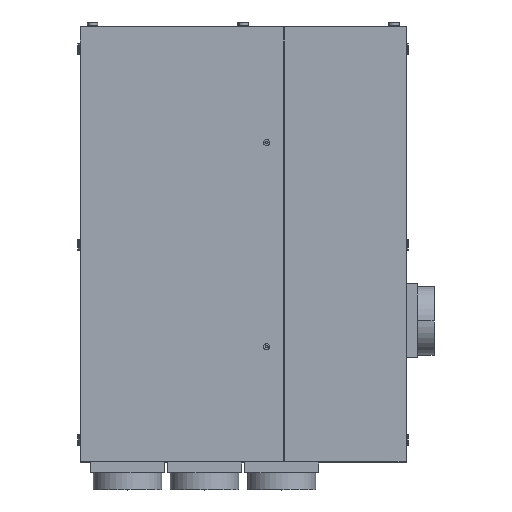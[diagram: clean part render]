
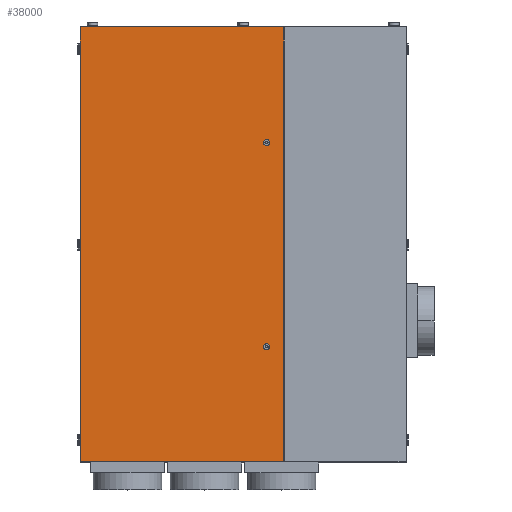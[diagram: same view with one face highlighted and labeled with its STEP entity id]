
A CAD part, top view. The second image highlights one B-rep face of the part: STEP entity #38000.
In plain terms, the highlighted planar face has unit normal (0, 0, 1).
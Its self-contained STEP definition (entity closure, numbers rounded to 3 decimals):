
#120=CARTESIAN_POINT('',(-749.5,-999.,555.5));
#130=VERTEX_POINT('',#120);
#160=CARTESIAN_POINT('',(0.,-999.,555.5));
#170=DIRECTION('',(-1.,0.,0.));
#180=VECTOR('',#170,1.);
#190=LINE('',#160,#180);
#200=CARTESIAN_POINT('',(186.5,-999.,555.5));
#210=VERTEX_POINT('',#200);
#220=EDGE_CURVE('',#210,#130,#190,.T.);
#23320=CARTESIAN_POINT('',(186.5,1002.,555.5));
#23330=VERTEX_POINT('',#23320);
#23450=CARTESIAN_POINT('',(186.5,0.,555.5));
#23460=DIRECTION('',(0.,1.,0.));
#23470=VECTOR('',#23460,1.);
#23480=LINE('',#23450,#23470);
#23490=EDGE_CURVE('',#210,#23330,#23480,.T.);
#24930=CARTESIAN_POINT('',(0.,1002.,555.5));
#24940=DIRECTION('',(-1.,0.,0.));
#24950=VECTOR('',#24940,1.);
#24960=LINE('',#24930,#24950);
#24970=CARTESIAN_POINT('',(-749.5,1002.,555.5));
#24980=VERTEX_POINT('',#24970);
#24990=EDGE_CURVE('',#23330,#24980,#24960,.T.);
#37540=CARTESIAN_POINT('',(749.5,-999.,555.5));
#37550=DIRECTION('',(0.,0.,1.));
#37560=DIRECTION('',(1.,0.,0.));
#37570=AXIS2_PLACEMENT_3D('',#37540,#37550,#37560);
#37580=PLANE('',#37570);
#37590=CARTESIAN_POINT('',(-749.5,0.,555.5));
#37600=DIRECTION('',(0.,-1.,0.));
#37610=VECTOR('',#37600,1.);
#37620=LINE('',#37590,#37610);
#37630=EDGE_CURVE('',#24980,#130,#37620,.T.);
#37640=ORIENTED_EDGE('',*,*,#37630,.T.);
#37650=ORIENTED_EDGE('',*,*,#24990,.T.);
#37660=ORIENTED_EDGE('',*,*,#23490,.T.);
#37670=ORIENTED_EDGE('',*,*,#220,.F.);
#37680=EDGE_LOOP('',(#37670,#37660,#37650,#37640));
#37690=FACE_OUTER_BOUND('',#37680,.T.);
#37700=CARTESIAN_POINT('',(107.5,470.199,
555.5));
#37710=DIRECTION('',(0.,0.,-1.));
#37720=DIRECTION('',(1.,0.,0.));
#37730=AXIS2_PLACEMENT_3D('',#37700,#37710,#37720);
#37740=CIRCLE('',#37730,14.);
#37750=CARTESIAN_POINT('',(121.5,470.199,
555.5));
#37760=VERTEX_POINT('',#37750);
#37770=CARTESIAN_POINT('',(93.5,470.199,
555.5));
#37780=VERTEX_POINT('',#37770);
#37790=EDGE_CURVE('',#37760,#37780,#37740,.T.);
#37800=ORIENTED_EDGE('',*,*,#37790,.T.);
#37810=EDGE_CURVE('',#37780,#37760,#37740,.T.);
#37820=ORIENTED_EDGE('',*,*,#37810,.T.);
#37830=EDGE_LOOP('',(#37820,#37800));
#37840=FACE_BOUND('',#37830,.T.);
#37850=CARTESIAN_POINT('',(107.664,-470.,
555.5));
#37860=DIRECTION('',(0.,0.,-1.));
#37870=DIRECTION('',(1.,0.,0.));
#37880=AXIS2_PLACEMENT_3D('',#37850,#37860,#37870);
#37890=CIRCLE('',#37880,14.);
#37900=CARTESIAN_POINT('',(121.664,-470.,
555.5));
#37910=VERTEX_POINT('',#37900);
#37920=CARTESIAN_POINT('',(93.664,-470.,
555.5));
#37930=VERTEX_POINT('',#37920);
#37940=EDGE_CURVE('',#37910,#37930,#37890,.T.);
#37950=ORIENTED_EDGE('',*,*,#37940,.T.);
#37960=EDGE_CURVE('',#37930,#37910,#37890,.T.);
#37970=ORIENTED_EDGE('',*,*,#37960,.T.);
#37980=EDGE_LOOP('',(#37970,#37950));
#37990=FACE_BOUND('',#37980,.T.);
#38000=ADVANCED_FACE('',(#37690,#37840,#37990),#37580,.T.);
